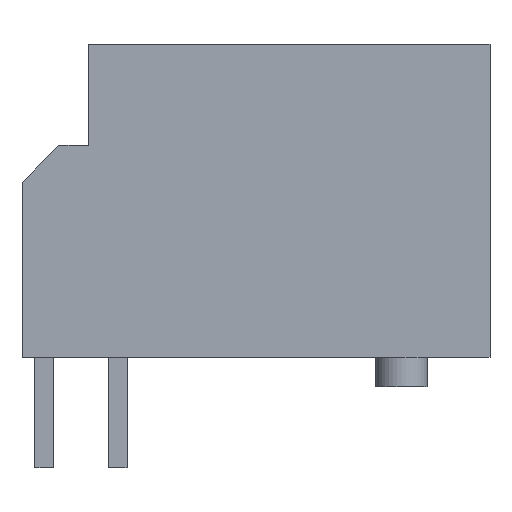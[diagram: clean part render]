
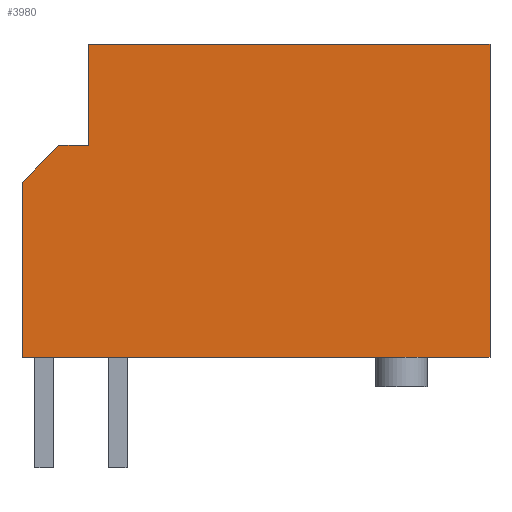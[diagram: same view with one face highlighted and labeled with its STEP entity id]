
A CAD part, left-side view. The second image highlights one B-rep face of the part: STEP entity #3980.
In plain terms, the highlighted planar face has unit normal (-1, 0, 0).
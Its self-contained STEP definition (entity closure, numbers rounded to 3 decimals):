
#1348 = PLANE('',#1349);
#1349 = AXIS2_PLACEMENT_3D('',#1350,#1351,#1352);
#1350 = CARTESIAN_POINT('',(-2.,-12.1,8.5));
#1351 = DIRECTION('',(0.,1.,0.));
#1352 = DIRECTION('',(0.,0.,-1.));
#3008 = VERTEX_POINT('',#3009);
#3009 = CARTESIAN_POINT('',(-2.,-12.1,8.5));
#3023 = PLANE('',#3024);
#3024 = AXIS2_PLACEMENT_3D('',#3025,#3026,#3027);
#3025 = CARTESIAN_POINT('',(-2.,-12.1,8.5));
#3026 = DIRECTION('',(0.,0.,-1.));
#3027 = DIRECTION('',(0.,-1.,0.));
#3035 = EDGE_CURVE('',#3036,#3008,#3038,.T.);
#3036 = VERTEX_POINT('',#3037);
#3037 = CARTESIAN_POINT('',(-2.,-12.1,0.));
#3038 = SURFACE_CURVE('',#3039,(#3043,#3050),.PCURVE_S1.);
#3039 = LINE('',#3040,#3041);
#3040 = CARTESIAN_POINT('',(-2.,-12.1,8.5));
#3041 = VECTOR('',#3042,1.);
#3042 = DIRECTION('',(0.,0.,1.));
#3043 = PCURVE('',#1348,#3044);
#3044 = DEFINITIONAL_REPRESENTATION('',(#3045),#3049);
#3045 = LINE('',#3046,#3047);
#3046 = CARTESIAN_POINT('',(0.,0.));
#3047 = VECTOR('',#3048,1.);
#3048 = DIRECTION('',(-1.,0.));
#3049 = ( GEOMETRIC_REPRESENTATION_CONTEXT(2) 
PARAMETRIC_REPRESENTATION_CONTEXT() REPRESENTATION_CONTEXT('2D SPACE',''
  ) );
#3050 = PCURVE('',#3051,#3056);
#3051 = PLANE('',#3052);
#3052 = AXIS2_PLACEMENT_3D('',#3053,#3054,#3055);
#3053 = CARTESIAN_POINT('',(-2.,0.6,8.5));
#3054 = DIRECTION('',(-1.,0.,0.));
#3055 = DIRECTION('',(0.,0.,-1.));
#3056 = DEFINITIONAL_REPRESENTATION('',(#3057),#3061);
#3057 = LINE('',#3058,#3059);
#3058 = CARTESIAN_POINT('',(0.,12.7));
#3059 = VECTOR('',#3060,1.);
#3060 = DIRECTION('',(-1.,0.));
#3061 = ( GEOMETRIC_REPRESENTATION_CONTEXT(2) 
PARAMETRIC_REPRESENTATION_CONTEXT() REPRESENTATION_CONTEXT('2D SPACE',''
  ) );
#3079 = PLANE('',#3080);
#3080 = AXIS2_PLACEMENT_3D('',#3081,#3082,#3083);
#3081 = CARTESIAN_POINT('',(-2.,-12.1,0.));
#3082 = DIRECTION('',(0.,0.,1.));
#3083 = DIRECTION('',(0.,1.,0.));
#3584 = PLANE('',#3585);
#3585 = AXIS2_PLACEMENT_3D('',#3586,#3587,#3588);
#3586 = CARTESIAN_POINT('',(-2.,-1.2,5.75));
#3587 = DIRECTION('',(0.,-1.,0.));
#3588 = DIRECTION('',(0.,0.,1.));
#3764 = EDGE_CURVE('',#3765,#3036,#3767,.T.);
#3765 = VERTEX_POINT('',#3766);
#3766 = CARTESIAN_POINT('',(-2.,0.6,0.));
#3767 = SURFACE_CURVE('',#3768,(#3772,#3779),.PCURVE_S1.);
#3768 = LINE('',#3769,#3770);
#3769 = CARTESIAN_POINT('',(-2.,-12.1,0.));
#3770 = VECTOR('',#3771,1.);
#3771 = DIRECTION('',(0.,-1.,0.));
#3772 = PCURVE('',#3079,#3773);
#3773 = DEFINITIONAL_REPRESENTATION('',(#3774),#3778);
#3774 = LINE('',#3775,#3776);
#3775 = CARTESIAN_POINT('',(0.,0.));
#3776 = VECTOR('',#3777,1.);
#3777 = DIRECTION('',(-1.,0.));
#3778 = ( GEOMETRIC_REPRESENTATION_CONTEXT(2) 
PARAMETRIC_REPRESENTATION_CONTEXT() REPRESENTATION_CONTEXT('2D SPACE',''
  ) );
#3779 = PCURVE('',#3051,#3780);
#3780 = DEFINITIONAL_REPRESENTATION('',(#3781),#3785);
#3781 = LINE('',#3782,#3783);
#3782 = CARTESIAN_POINT('',(8.5,12.7));
#3783 = VECTOR('',#3784,1.);
#3784 = DIRECTION('',(0.,1.));
#3785 = ( GEOMETRIC_REPRESENTATION_CONTEXT(2) 
PARAMETRIC_REPRESENTATION_CONTEXT() REPRESENTATION_CONTEXT('2D SPACE',''
  ) );
#3803 = PLANE('',#3804);
#3804 = AXIS2_PLACEMENT_3D('',#3805,#3806,#3807);
#3805 = CARTESIAN_POINT('',(-2.,0.6,4.75));
#3806 = DIRECTION('',(0.,-1.,0.));
#3807 = DIRECTION('',(0.,0.,1.));
#3980 = ADVANCED_FACE('',(#3981),#3051,.T.);
#3981 = FACE_BOUND('',#3982,.T.);
#3982 = EDGE_LOOP('',(#3983,#4006,#4029,#4057,#4085,#4106,#4107));
#3983 = ORIENTED_EDGE('',*,*,#3984,.T.);
#3984 = EDGE_CURVE('',#3008,#3985,#3987,.T.);
#3985 = VERTEX_POINT('',#3986);
#3986 = CARTESIAN_POINT('',(-2.,-1.2,8.5));
#3987 = SURFACE_CURVE('',#3988,(#3992,#3999),.PCURVE_S1.);
#3988 = LINE('',#3989,#3990);
#3989 = CARTESIAN_POINT('',(-2.,-12.1,8.5));
#3990 = VECTOR('',#3991,1.);
#3991 = DIRECTION('',(0.,1.,0.));
#3992 = PCURVE('',#3051,#3993);
#3993 = DEFINITIONAL_REPRESENTATION('',(#3994),#3998);
#3994 = LINE('',#3995,#3996);
#3995 = CARTESIAN_POINT('',(0.,12.7));
#3996 = VECTOR('',#3997,1.);
#3997 = DIRECTION('',(0.,-1.));
#3998 = ( GEOMETRIC_REPRESENTATION_CONTEXT(2) 
PARAMETRIC_REPRESENTATION_CONTEXT() REPRESENTATION_CONTEXT('2D SPACE',''
  ) );
#3999 = PCURVE('',#3023,#4000);
#4000 = DEFINITIONAL_REPRESENTATION('',(#4001),#4005);
#4001 = LINE('',#4002,#4003);
#4002 = CARTESIAN_POINT('',(0.,0.));
#4003 = VECTOR('',#4004,1.);
#4004 = DIRECTION('',(-1.,0.));
#4005 = ( GEOMETRIC_REPRESENTATION_CONTEXT(2) 
PARAMETRIC_REPRESENTATION_CONTEXT() REPRESENTATION_CONTEXT('2D SPACE',''
  ) );
#4006 = ORIENTED_EDGE('',*,*,#4007,.T.);
#4007 = EDGE_CURVE('',#3985,#4008,#4010,.T.);
#4008 = VERTEX_POINT('',#4009);
#4009 = CARTESIAN_POINT('',(-2.,-1.2,5.75));
#4010 = SURFACE_CURVE('',#4011,(#4015,#4022),.PCURVE_S1.);
#4011 = LINE('',#4012,#4013);
#4012 = CARTESIAN_POINT('',(-2.,-1.2,5.75));
#4013 = VECTOR('',#4014,1.);
#4014 = DIRECTION('',(0.,0.,-1.));
#4015 = PCURVE('',#3051,#4016);
#4016 = DEFINITIONAL_REPRESENTATION('',(#4017),#4021);
#4017 = LINE('',#4018,#4019);
#4018 = CARTESIAN_POINT('',(2.75,1.8));
#4019 = VECTOR('',#4020,1.);
#4020 = DIRECTION('',(1.,0.));
#4021 = ( GEOMETRIC_REPRESENTATION_CONTEXT(2) 
PARAMETRIC_REPRESENTATION_CONTEXT() REPRESENTATION_CONTEXT('2D SPACE',''
  ) );
#4022 = PCURVE('',#3584,#4023);
#4023 = DEFINITIONAL_REPRESENTATION('',(#4024),#4028);
#4024 = LINE('',#4025,#4026);
#4025 = CARTESIAN_POINT('',(0.,0.));
#4026 = VECTOR('',#4027,1.);
#4027 = DIRECTION('',(-1.,0.));
#4028 = ( GEOMETRIC_REPRESENTATION_CONTEXT(2) 
PARAMETRIC_REPRESENTATION_CONTEXT() REPRESENTATION_CONTEXT('2D SPACE',''
  ) );
#4029 = ORIENTED_EDGE('',*,*,#4030,.T.);
#4030 = EDGE_CURVE('',#4008,#4031,#4033,.T.);
#4031 = VERTEX_POINT('',#4032);
#4032 = CARTESIAN_POINT('',(-2.,-0.4,5.75));
#4033 = SURFACE_CURVE('',#4034,(#4038,#4045),.PCURVE_S1.);
#4034 = LINE('',#4035,#4036);
#4035 = CARTESIAN_POINT('',(-2.,-0.4,5.75));
#4036 = VECTOR('',#4037,1.);
#4037 = DIRECTION('',(0.,1.,0.));
#4038 = PCURVE('',#3051,#4039);
#4039 = DEFINITIONAL_REPRESENTATION('',(#4040),#4044);
#4040 = LINE('',#4041,#4042);
#4041 = CARTESIAN_POINT('',(2.75,1.));
#4042 = VECTOR('',#4043,1.);
#4043 = DIRECTION('',(0.,-1.));
#4044 = ( GEOMETRIC_REPRESENTATION_CONTEXT(2) 
PARAMETRIC_REPRESENTATION_CONTEXT() REPRESENTATION_CONTEXT('2D SPACE',''
  ) );
#4045 = PCURVE('',#4046,#4051);
#4046 = PLANE('',#4047);
#4047 = AXIS2_PLACEMENT_3D('',#4048,#4049,#4050);
#4048 = CARTESIAN_POINT('',(-2.,-0.4,5.75));
#4049 = DIRECTION('',(0.,0.,-1.));
#4050 = DIRECTION('',(0.,-1.,0.));
#4051 = DEFINITIONAL_REPRESENTATION('',(#4052),#4056);
#4052 = LINE('',#4053,#4054);
#4053 = CARTESIAN_POINT('',(0.,0.));
#4054 = VECTOR('',#4055,1.);
#4055 = DIRECTION('',(-1.,0.));
#4056 = ( GEOMETRIC_REPRESENTATION_CONTEXT(2) 
PARAMETRIC_REPRESENTATION_CONTEXT() REPRESENTATION_CONTEXT('2D SPACE',''
  ) );
#4057 = ORIENTED_EDGE('',*,*,#4058,.T.);
#4058 = EDGE_CURVE('',#4031,#4059,#4061,.T.);
#4059 = VERTEX_POINT('',#4060);
#4060 = CARTESIAN_POINT('',(-2.,0.6,4.75));
#4061 = SURFACE_CURVE('',#4062,(#4066,#4073),.PCURVE_S1.);
#4062 = LINE('',#4063,#4064);
#4063 = CARTESIAN_POINT('',(-2.,0.6,4.75));
#4064 = VECTOR('',#4065,1.);
#4065 = DIRECTION('',(0.,0.707,-0.707
    ));
#4066 = PCURVE('',#3051,#4067);
#4067 = DEFINITIONAL_REPRESENTATION('',(#4068),#4072);
#4068 = LINE('',#4069,#4070);
#4069 = CARTESIAN_POINT('',(3.75,0.));
#4070 = VECTOR('',#4071,1.);
#4071 = DIRECTION('',(0.707,-0.707));
#4072 = ( GEOMETRIC_REPRESENTATION_CONTEXT(2) 
PARAMETRIC_REPRESENTATION_CONTEXT() REPRESENTATION_CONTEXT('2D SPACE',''
  ) );
#4073 = PCURVE('',#4074,#4079);
#4074 = PLANE('',#4075);
#4075 = AXIS2_PLACEMENT_3D('',#4076,#4077,#4078);
#4076 = CARTESIAN_POINT('',(-2.,0.6,4.75));
#4077 = DIRECTION('',(0.,-0.707,
    -0.707));
#4078 = DIRECTION('',(0.,-0.707,
    0.707));
#4079 = DEFINITIONAL_REPRESENTATION('',(#4080),#4084);
#4080 = LINE('',#4081,#4082);
#4081 = CARTESIAN_POINT('',(0.,0.));
#4082 = VECTOR('',#4083,1.);
#4083 = DIRECTION('',(-1.,0.));
#4084 = ( GEOMETRIC_REPRESENTATION_CONTEXT(2) 
PARAMETRIC_REPRESENTATION_CONTEXT() REPRESENTATION_CONTEXT('2D SPACE',''
  ) );
#4085 = ORIENTED_EDGE('',*,*,#4086,.T.);
#4086 = EDGE_CURVE('',#4059,#3765,#4087,.T.);
#4087 = SURFACE_CURVE('',#4088,(#4092,#4099),.PCURVE_S1.);
#4088 = LINE('',#4089,#4090);
#4089 = CARTESIAN_POINT('',(-2.,0.6,4.75));
#4090 = VECTOR('',#4091,1.);
#4091 = DIRECTION('',(0.,0.,-1.));
#4092 = PCURVE('',#3051,#4093);
#4093 = DEFINITIONAL_REPRESENTATION('',(#4094),#4098);
#4094 = LINE('',#4095,#4096);
#4095 = CARTESIAN_POINT('',(3.75,0.));
#4096 = VECTOR('',#4097,1.);
#4097 = DIRECTION('',(1.,0.));
#4098 = ( GEOMETRIC_REPRESENTATION_CONTEXT(2) 
PARAMETRIC_REPRESENTATION_CONTEXT() REPRESENTATION_CONTEXT('2D SPACE',''
  ) );
#4099 = PCURVE('',#3803,#4100);
#4100 = DEFINITIONAL_REPRESENTATION('',(#4101),#4105);
#4101 = LINE('',#4102,#4103);
#4102 = CARTESIAN_POINT('',(0.,0.));
#4103 = VECTOR('',#4104,1.);
#4104 = DIRECTION('',(-1.,0.));
#4105 = ( GEOMETRIC_REPRESENTATION_CONTEXT(2) 
PARAMETRIC_REPRESENTATION_CONTEXT() REPRESENTATION_CONTEXT('2D SPACE',''
  ) );
#4106 = ORIENTED_EDGE('',*,*,#3764,.T.);
#4107 = ORIENTED_EDGE('',*,*,#3035,.T.);
